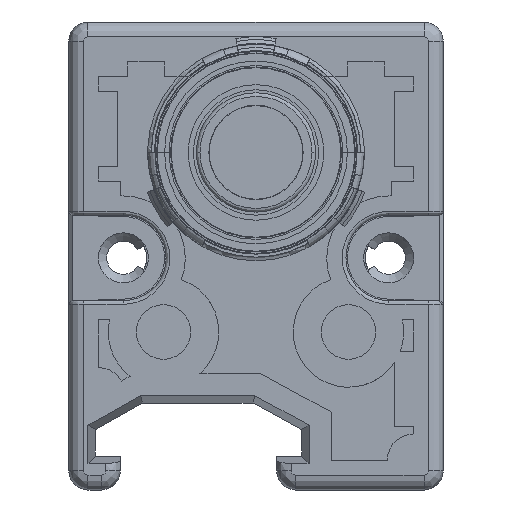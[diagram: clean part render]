
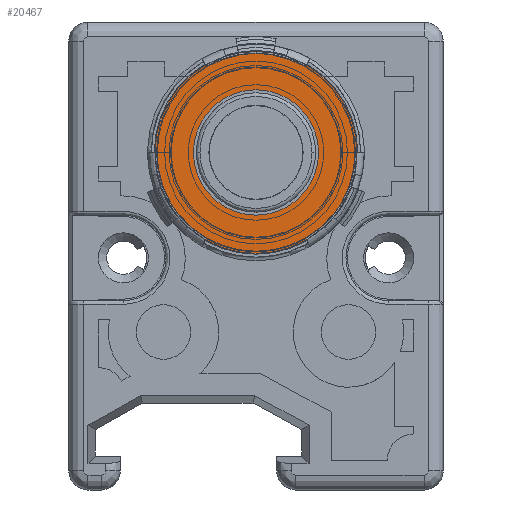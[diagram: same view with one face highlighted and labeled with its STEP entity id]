
A CAD part, front view. The second image highlights one B-rep face of the part: STEP entity #20467.
In plain terms, the highlighted planar face has unit normal (0, -1, 0).
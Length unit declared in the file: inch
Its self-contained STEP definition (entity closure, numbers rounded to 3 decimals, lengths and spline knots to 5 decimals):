
#5686=DIRECTION('',(-1.,0.,0.001));
#5687=VECTOR('',#5686,0.00492);
#5688=CARTESIAN_POINT('',(-0.26476,-0.98425,
0.90172));
#5689=LINE('',#5688,#5687);
#5690=CARTESIAN_POINT('',(0.,-0.98425,0.90157));
#5691=DIRECTION('',(0.,-1.,0.));
#5692=DIRECTION('',(-0.5,0.,0.866));
#5693=AXIS2_PLACEMENT_3D('',#5690,#5691,#5692);
#5695=DIRECTION('',(-0.501,0.,0.866));
#5696=VECTOR('',#5695,0.00492);
#5697=CARTESIAN_POINT('',(-0.13238,-0.98425,
1.13087));
#5698=LINE('',#5697,#5696);
#5699=DIRECTION('',(0.499,0.,0.866));
#5700=VECTOR('',#5699,0.00492);
#5701=CARTESIAN_POINT('',(0.13238,-0.98425,
1.13087));
#5702=LINE('',#5701,#5700);
#5703=CARTESIAN_POINT('',(0.,-0.98425,0.90157));
#5704=DIRECTION('',(0.,-1.,0.));
#5705=DIRECTION('',(1.,0.,0.));
#5706=AXIS2_PLACEMENT_3D('',#5703,#5704,#5705);
#5708=DIRECTION('',(1.,0.,0.));
#5709=VECTOR('',#5708,0.00492);
#5710=CARTESIAN_POINT('',(0.26476,-0.98425,
0.90157));
#5711=LINE('',#5710,#5709);
#5712=DIRECTION('',(0.501,0.,-0.866));
#5713=VECTOR('',#5712,0.00492);
#5714=CARTESIAN_POINT('',(0.13238,-0.98425,
0.67228));
#5715=LINE('',#5714,#5713);
#5716=CARTESIAN_POINT('',(0.,-0.98425,0.90157));
#5717=DIRECTION('',(0.,-1.,0.));
#5718=DIRECTION('',(-0.5,0.,-0.866));
#5719=AXIS2_PLACEMENT_3D('',#5716,#5717,#5718);
#5721=DIRECTION('',(-0.501,0.,-0.866));
#5722=VECTOR('',#5721,0.00492);
#5723=CARTESIAN_POINT('',(-0.13238,-0.98425,
0.67228));
#5724=LINE('',#5723,#5722);
#5725=CARTESIAN_POINT('',(0.,-0.98425,0.90157));
#5726=DIRECTION('',(0.,-1.,0.));
#5727=DIRECTION('',(-0.866,0.,0.5));
#5728=AXIS2_PLACEMENT_3D('',#5725,#5726,#5727);
#5730=CARTESIAN_POINT('',(0.,-0.98425,0.90157));
#5731=DIRECTION('',(0.,-1.,0.));
#5732=DIRECTION('',(0.866,0.,-0.5));
#5733=AXIS2_PLACEMENT_3D('',#5730,#5731,#5732);
#5735=CARTESIAN_POINT('',(0.,-0.98425,0.90157));
#5736=DIRECTION('',(0.,-1.,0.));
#5737=DIRECTION('',(-1.,0.,0.001));
#5738=AXIS2_PLACEMENT_3D('',#5735,#5736,#5737);
#6478=CARTESIAN_POINT('',(0.,-0.98425,0.90157));
#6479=DIRECTION('',(0.,-1.,0.));
#6480=DIRECTION('',(0.5,0.,-0.866));
#6481=AXIS2_PLACEMENT_3D('',#6478,#6479,#6480);
#7769=CARTESIAN_POINT('',(0.,-0.98425,0.90157));
#7770=DIRECTION('',(0.,-1.,0.));
#7771=DIRECTION('',(0.5,0.,0.866));
#7772=AXIS2_PLACEMENT_3D('',#7769,#7770,#7771);
#12258=CARTESIAN_POINT('',(0.13484,-0.98425,
1.13513));
#12260=VERTEX_POINT('',#12258);
#12262=CARTESIAN_POINT('',(0.13238,-0.98425,
0.67228));
#12263=CARTESIAN_POINT('',(0.13484,-0.98425,
0.66802));
#12264=VERTEX_POINT('',#12262);
#12265=VERTEX_POINT('',#12263);
#12270=CARTESIAN_POINT('',(0.26476,-0.98425,
0.90157));
#12271=CARTESIAN_POINT('',(0.26968,-0.98425,
0.90157));
#12272=VERTEX_POINT('',#12270);
#12273=VERTEX_POINT('',#12271);
#12286=CARTESIAN_POINT('',(-0.13484,-0.98425,
0.66802));
#12287=VERTEX_POINT('',#12286);
#12298=CARTESIAN_POINT('',(0.13238,-0.98425,
1.13087));
#12299=VERTEX_POINT('',#12298);
#12302=CARTESIAN_POINT('',(-0.13238,-0.98425,
1.13087));
#12303=CARTESIAN_POINT('',(-0.13484,-0.98425,
1.13513));
#12304=VERTEX_POINT('',#12302);
#12305=VERTEX_POINT('',#12303);
#12334=CARTESIAN_POINT('',(-0.14491,-0.98425,
0.98524));
#12335=CARTESIAN_POINT('',(0.14491,-0.98425,
0.81791));
#12336=VERTEX_POINT('',#12334);
#12337=VERTEX_POINT('',#12335);
#12346=CARTESIAN_POINT('',(-0.26476,-0.98425,
0.90172));
#12347=CARTESIAN_POINT('',(-0.26968,-0.98425,
0.90172));
#12348=VERTEX_POINT('',#12346);
#12349=VERTEX_POINT('',#12347);
#12354=CARTESIAN_POINT('',(-0.13238,-0.98425,
0.67228));
#12355=VERTEX_POINT('',#12354);
#20432=CARTESIAN_POINT('',(0.,-0.98425,0.90157));
#20433=DIRECTION('',(0.,-1.,0.));
#20434=DIRECTION('',(-0.5,0.,-0.866));
#20435=AXIS2_PLACEMENT_3D('',#20432,#20433,#20434);
#20436=PLANE('',#20435);
#20438=ORIENTED_EDGE('',*,*,#20437,.F.);
#20440=ORIENTED_EDGE('',*,*,#20439,.T.);
#20442=ORIENTED_EDGE('',*,*,#20441,.F.);
#20444=ORIENTED_EDGE('',*,*,#20443,.F.);
#20446=ORIENTED_EDGE('',*,*,#20445,.F.);
#20448=ORIENTED_EDGE('',*,*,#20447,.T.);
#20450=ORIENTED_EDGE('',*,*,#20449,.F.);
#20452=ORIENTED_EDGE('',*,*,#20451,.F.);
#20454=ORIENTED_EDGE('',*,*,#20453,.F.);
#20456=ORIENTED_EDGE('',*,*,#20455,.T.);
#20458=ORIENTED_EDGE('',*,*,#20457,.F.);
#20460=ORIENTED_EDGE('',*,*,#20459,.F.);
#20461=EDGE_LOOP('',(#20438,#20440,#20442,#20444,#20446,#20448,#20450,#20452,
#20454,#20456,#20458,#20460));
#20462=FACE_OUTER_BOUND('',#20461,.F.);
#20463=ORIENTED_EDGE('',*,*,#20412,.T.);
#20464=ORIENTED_EDGE('',*,*,#20426,.T.);
#20465=EDGE_LOOP('',(#20463,#20464));
#20466=FACE_BOUND('',#20465,.F.);
#20467=ADVANCED_FACE('',(#20462,#20466),#20436,.T.);
#5694=CIRCLE('',#5693,0.26969);
#5707=CIRCLE('',#5706,0.26969);
#5720=CIRCLE('',#5719,0.26969);
#5729=CIRCLE('',#5728,0.16732);
#5734=CIRCLE('',#5733,0.16732);
#5739=CIRCLE('',#5738,0.26476);
#6482=CIRCLE('',#6481,0.26476);
#7773=CIRCLE('',#7772,0.26476);
#20412=EDGE_CURVE('',#12336,#12337,#5729,.T.);
#20426=EDGE_CURVE('',#12337,#12336,#5734,.T.);
#20437=EDGE_CURVE('',#12348,#12355,#5739,.T.);
#20439=EDGE_CURVE('',#12348,#12349,#5689,.T.);
#20441=EDGE_CURVE('',#12305,#12349,#5694,.T.);
#20443=EDGE_CURVE('',#12304,#12305,#5698,.T.);
#20445=EDGE_CURVE('',#12299,#12304,#7773,.T.);
#20447=EDGE_CURVE('',#12299,#12260,#5702,.T.);
#20449=EDGE_CURVE('',#12273,#12260,#5707,.T.);
#20451=EDGE_CURVE('',#12272,#12273,#5711,.T.);
#20453=EDGE_CURVE('',#12264,#12272,#6482,.T.);
#20455=EDGE_CURVE('',#12264,#12265,#5715,.T.);
#20457=EDGE_CURVE('',#12287,#12265,#5720,.T.);
#20459=EDGE_CURVE('',#12355,#12287,#5724,.T.);
